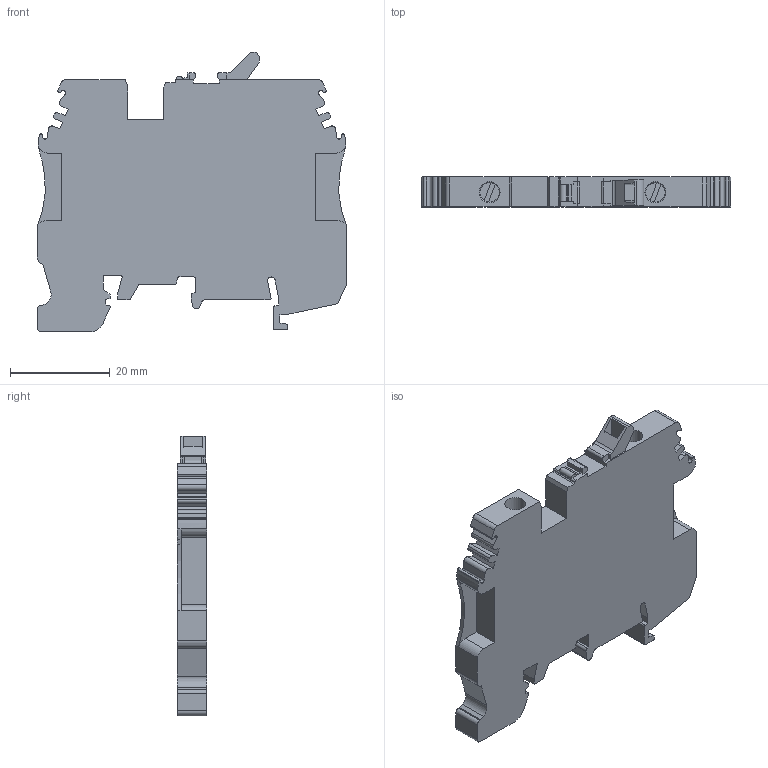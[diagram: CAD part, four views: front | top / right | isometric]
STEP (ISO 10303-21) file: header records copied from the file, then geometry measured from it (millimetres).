
FILE_DESCRIPTION(/* description */ ('Unknown'),/* implementation_level */ '2;1');
FILE_NAME(/* name */ 'DUTKD4TS_3D SOLID',/* time_stamp */ '2025-02-15T11:50:40+05:00',/* author */ ('Unknown'),/* organization */ ('Unknown'),/* preprocessor_version */ 'ST-DEVELOPER v16.7',/* originating_system */ 'Solid Edge',/* authorisation */ 'Unknown');
FILE_SCHEMA (('AUTOMOTIVE_DESIGN {1 0 10303 214 3 1 1}'));
Length unit declared in the file: millimetre
Products named in the file (1): DUTKD4TS_3D SOLID
Bounding box: 62 x 6 x 56 mm (x, y, z)
Volume: 14642.1 mm3; surface area: 7592.5 mm2
Topology: 1 solids, 1 shells, 207 faces, 589 edges, 388 vertices
Faces by surface type: plane 134, cylinder 71, torus 2
Full cylindrical faces by diameter (mm): 2.998 x2, 3 x2, 4 x2, 4.2 x4
Entity records: 8106 total; most frequent: CARTESIAN_POINT 1165, ORIENTED_EDGE 1146, DIRECTION 1141, EDGE_CURVE 573, LINE 421, VECTOR 421, VERTEX_POINT 384, AXIS2_PLACEMENT_3D 360
